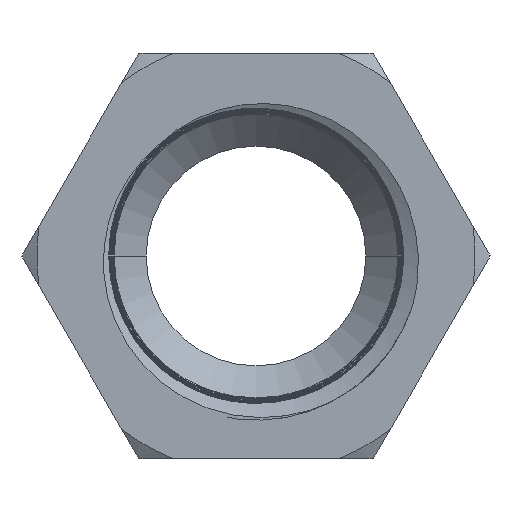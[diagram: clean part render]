
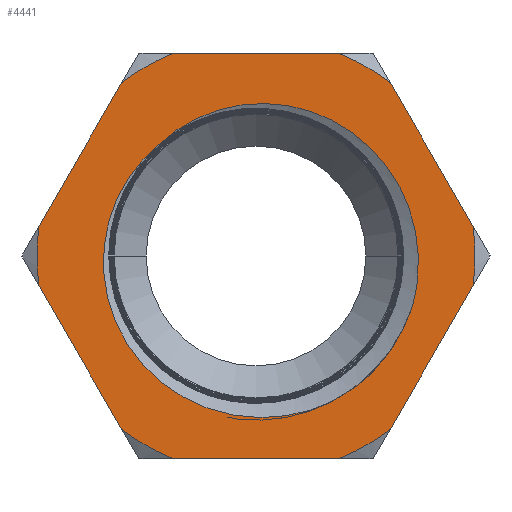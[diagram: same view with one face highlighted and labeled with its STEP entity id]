
A CAD part, left-side view. The second image highlights one B-rep face of the part: STEP entity #4441.
In plain terms, the highlighted planar face has unit normal (-1, 0, 0).
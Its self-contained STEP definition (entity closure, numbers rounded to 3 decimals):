
#121=DIRECTION('',(0.,-0.5,0.866));
#122=VECTOR('',#121,16.806);
#123=CARTESIAN_POINT('',(0.,22.042,3.023));
#124=LINE('',#123,#122);
#125=CARTESIAN_POINT('',(0.,0.,0.));
#126=DIRECTION('',(-1.,0.,0.));
#127=DIRECTION('',(0.,0.378,0.926));
#128=AXIS2_PLACEMENT_3D('',#125,#126,#127);
#130=DIRECTION('',(0.,-1.,0.));
#131=VECTOR('',#130,16.806);
#132=CARTESIAN_POINT('',(0.,8.403,20.6));
#133=LINE('',#132,#131);
#134=CARTESIAN_POINT('',(0.,0.,0.));
#135=DIRECTION('',(-1.,0.,0.));
#136=DIRECTION('',(0.,-0.613,0.79));
#137=AXIS2_PLACEMENT_3D('',#134,#135,#136);
#139=DIRECTION('',(0.,-0.5,-0.866));
#140=VECTOR('',#139,16.806);
#141=CARTESIAN_POINT('',(0.,-13.639,17.577));
#142=LINE('',#141,#140);
#143=DIRECTION('',(0.,0.5,-0.866));
#144=VECTOR('',#143,16.806);
#145=CARTESIAN_POINT('',(0.,-22.042,-3.023));
#146=LINE('',#145,#144);
#147=CARTESIAN_POINT('',(0.,0.,0.));
#148=DIRECTION('',(-1.,0.,0.));
#149=DIRECTION('',(0.,-0.378,-0.926));
#150=AXIS2_PLACEMENT_3D('',#147,#148,#149);
#152=DIRECTION('',(0.,1.,0.));
#153=VECTOR('',#152,16.806);
#154=CARTESIAN_POINT('',(0.,-8.403,-20.6));
#155=LINE('',#154,#153);
#156=CARTESIAN_POINT('',(0.,0.,0.));
#157=DIRECTION('',(-1.,0.,0.));
#158=DIRECTION('',(0.,0.613,-0.79));
#159=AXIS2_PLACEMENT_3D('',#156,#157,#158);
#161=DIRECTION('',(0.,0.5,0.866));
#162=VECTOR('',#161,16.806);
#163=CARTESIAN_POINT('',(0.,13.639,-17.577));
#164=LINE('',#163,#162);
#165=CARTESIAN_POINT('',(0.,9.836,11.332));
#166=CARTESIAN_POINT('',(0.,9.267,11.872));
#167=CARTESIAN_POINT('',(0.,8.057,12.848));
#168=CARTESIAN_POINT('',(0.,6.036,14.022));
#169=CARTESIAN_POINT('',(0.,3.829,14.881));
#170=CARTESIAN_POINT('',(0.,1.517,15.389));
#171=CARTESIAN_POINT('',(0.,-0.857,15.54));
#172=CARTESIAN_POINT('',(0.,-3.251,15.322));
#173=CARTESIAN_POINT('',(0.,-5.572,14.743));
#174=CARTESIAN_POINT('',(0.,-7.811,13.804));
#175=CARTESIAN_POINT('',(0.,-9.871,12.539));
#176=CARTESIAN_POINT('',(0.,-11.735,10.961));
#177=CARTESIAN_POINT('',(0.,-13.344,9.107));
#178=CARTESIAN_POINT('',(0.,-14.653,7.033));
#179=CARTESIAN_POINT('',(0.,-15.644,4.758));
#180=CARTESIAN_POINT('',(0.,-16.278,2.364));
#181=CARTESIAN_POINT('',(0.,-16.547,-0.116));
#182=CARTESIAN_POINT('',(0.,-16.436,-2.619));
#183=CARTESIAN_POINT('',(0.,-16.115,-4.255));
#184=CARTESIAN_POINT('',(0.,-15.89,-5.068));
#186=CARTESIAN_POINT('',(0.,0.,0.));
#187=DIRECTION('',(-1.,0.,0.));
#188=DIRECTION('',(0.,0.655,0.755));
#189=AXIS2_PLACEMENT_3D('',#186,#187,#188);
#191=CARTESIAN_POINT('',(0.,-7.701,-14.784));
#192=CARTESIAN_POINT('',(0.,-7.134,-15.055));
#193=CARTESIAN_POINT('',(0.,-5.982,-15.527));
#194=CARTESIAN_POINT('',(0.,-4.184,-16.038));
#195=CARTESIAN_POINT('',(0.,-2.348,-16.342));
#196=CARTESIAN_POINT('',(0.,-0.425,-16.441));
#197=CARTESIAN_POINT('',(0.,1.646,-16.299));
#198=CARTESIAN_POINT('',(0.,3.913,-15.836));
#199=CARTESIAN_POINT('',(0.,6.277,-14.966));
#200=CARTESIAN_POINT('',(0.,8.483,-13.727));
#201=CARTESIAN_POINT('',(0.,10.428,-12.194));
#202=CARTESIAN_POINT('',(0.,12.095,-10.407));
#203=CARTESIAN_POINT('',(0.,13.466,-8.396));
#204=CARTESIAN_POINT('',(0.,14.517,-6.184));
#205=CARTESIAN_POINT('',(0.,15.209,-3.853));
#206=CARTESIAN_POINT('',(0.,15.532,-1.446));
#207=CARTESIAN_POINT('',(0.,15.479,0.954));
#208=CARTESIAN_POINT('',(0.,15.067,3.277));
#209=CARTESIAN_POINT('',(0.,14.311,5.496));
#210=CARTESIAN_POINT('',(0.,13.24,7.552));
#211=CARTESIAN_POINT('',(0.,11.865,9.426));
#212=CARTESIAN_POINT('',(0.,10.778,10.513));
#213=CARTESIAN_POINT('',(0.,10.188,11.017));
#215=CARTESIAN_POINT('',(0.,-15.89,-5.068));
#216=CARTESIAN_POINT('',(0.,-15.669,-5.76));
#217=CARTESIAN_POINT('',(0.,-15.142,-7.1));
#218=CARTESIAN_POINT('',(0.,-14.09,-9.005));
#219=CARTESIAN_POINT('',(0.,-12.816,-10.739));
#220=CARTESIAN_POINT('',(0.,-11.311,-12.314));
#221=CARTESIAN_POINT('',(0.,-9.615,-13.677));
#222=CARTESIAN_POINT('',(0.,-8.36,-14.441));
#223=CARTESIAN_POINT('',(0.,-7.701,-14.784));
#239=CARTESIAN_POINT('',(0.,0.,0.));
#240=DIRECTION('',(-1.,0.,0.));
#241=DIRECTION('',(0.,0.991,0.136));
#242=AXIS2_PLACEMENT_3D('',#239,#240,#241);
#265=CARTESIAN_POINT('',(0.,0.,0.));
#266=DIRECTION('',(-1.,0.,0.));
#267=DIRECTION('',(0.,-0.991,-0.136));
#268=AXIS2_PLACEMENT_3D('',#265,#266,#267);
#4179=CARTESIAN_POINT('',(0.,13.639,-17.577));
#4180=CARTESIAN_POINT('',(0.,8.403,-20.6));
#4181=VERTEX_POINT('',#4179);
#4182=VERTEX_POINT('',#4180);
#4183=CARTESIAN_POINT('',(0.,-8.403,-20.6));
#4184=CARTESIAN_POINT('',(0.,-13.639,-17.577));
#4185=VERTEX_POINT('',#4183);
#4186=VERTEX_POINT('',#4184);
#4187=CARTESIAN_POINT('',(0.,-13.639,17.577));
#4188=CARTESIAN_POINT('',(0.,-8.403,20.6));
#4189=VERTEX_POINT('',#4187);
#4190=VERTEX_POINT('',#4188);
#4191=CARTESIAN_POINT('',(0.,8.403,20.6));
#4192=CARTESIAN_POINT('',(0.,13.639,17.577));
#4193=VERTEX_POINT('',#4191);
#4194=VERTEX_POINT('',#4192);
#4211=CARTESIAN_POINT('',(0.,22.042,-3.023));
#4212=VERTEX_POINT('',#4211);
#4213=CARTESIAN_POINT('',(0.,22.042,3.023));
#4214=VERTEX_POINT('',#4213);
#4215=CARTESIAN_POINT('',(0.,-22.042,3.023));
#4216=VERTEX_POINT('',#4215);
#4217=CARTESIAN_POINT('',(0.,-22.042,-3.023));
#4218=VERTEX_POINT('',#4217);
#4265=VERTEX_POINT('',#165);
#4266=VERTEX_POINT('',#184);
#4267=VERTEX_POINT('',#223);
#4268=VERTEX_POINT('',#213);
#4400=CARTESIAN_POINT('',(0.,0.,0.));
#4401=DIRECTION('',(1.,0.,0.));
#4402=DIRECTION('',(0.,0.,-1.));
#4403=AXIS2_PLACEMENT_3D('',#4400,#4401,#4402);
#4404=PLANE('',#4403);
#4406=ORIENTED_EDGE('',*,*,#4405,.F.);
#4408=ORIENTED_EDGE('',*,*,#4407,.T.);
#4410=ORIENTED_EDGE('',*,*,#4409,.F.);
#4412=ORIENTED_EDGE('',*,*,#4411,.T.);
#4414=ORIENTED_EDGE('',*,*,#4413,.F.);
#4416=ORIENTED_EDGE('',*,*,#4415,.T.);
#4418=ORIENTED_EDGE('',*,*,#4417,.F.);
#4420=ORIENTED_EDGE('',*,*,#4419,.T.);
#4422=ORIENTED_EDGE('',*,*,#4421,.F.);
#4424=ORIENTED_EDGE('',*,*,#4423,.T.);
#4426=ORIENTED_EDGE('',*,*,#4425,.F.);
#4428=ORIENTED_EDGE('',*,*,#4427,.T.);
#4429=EDGE_LOOP('',(#4406,#4408,#4410,#4412,#4414,#4416,#4418,#4420,#4422,#4424,
#4426,#4428));
#4430=FACE_OUTER_BOUND('',#4429,.F.);
#4432=ORIENTED_EDGE('',*,*,#4431,.F.);
#4434=ORIENTED_EDGE('',*,*,#4433,.T.);
#4436=ORIENTED_EDGE('',*,*,#4435,.F.);
#4438=ORIENTED_EDGE('',*,*,#4437,.F.);
#4439=EDGE_LOOP('',(#4432,#4434,#4436,#4438));
#4440=FACE_BOUND('',#4439,.F.);
#129=CIRCLE('',#128,22.248);
#138=CIRCLE('',#137,22.248);
#151=CIRCLE('',#150,22.248);
#160=CIRCLE('',#159,22.248);
#185=B_SPLINE_CURVE_WITH_KNOTS('',3,(#165,#166,#167,#168,#169,#170,#171,#172,
#173,#174,#175,#176,#177,#178,#179,#180,#181,#182,#183,#184),.UNSPECIFIED.,.F.,
.F.,(4,1,1,1,1,1,1,1,1,1,1,1,1,1,1,1,1,4),(0.,0.059,
0.118,0.176,0.235,0.294,
0.353,0.412,0.471,0.529,
0.588,0.647,0.706,0.765,
0.824,0.882,0.941,1.),.UNSPECIFIED.);
#190=CIRCLE('',#189,15.006);
#214=B_SPLINE_CURVE_WITH_KNOTS('',3,(#191,#192,#193,#194,#195,#196,#197,#198,
#199,#200,#201,#202,#203,#204,#205,#206,#207,#208,#209,#210,#211,#212,#213),
.UNSPECIFIED.,.F.,.F.,(4,1,1,1,1,1,1,1,1,1,1,1,1,1,1,1,1,1,1,1,4),(0.,0.05,
0.1,0.15,0.2,0.25,0.3,0.35,0.4,0.45,0.5,0.55,0.6,0.65,
0.7,0.75,0.8,0.85,0.9,0.95,1.),.UNSPECIFIED.);
#224=B_SPLINE_CURVE_WITH_KNOTS('',3,(#215,#216,#217,#218,#219,#220,#221,#222,
#223),.UNSPECIFIED.,.F.,.F.,(4,1,1,1,1,1,4),(0.,0.167,
0.333,0.5,0.667,0.833,1.),
.UNSPECIFIED.);
#243=CIRCLE('',#242,22.248);
#269=CIRCLE('',#268,22.248);
#4405=EDGE_CURVE('',#4214,#4212,#243,.T.);
#4407=EDGE_CURVE('',#4214,#4194,#124,.T.);
#4409=EDGE_CURVE('',#4193,#4194,#129,.T.);
#4411=EDGE_CURVE('',#4193,#4190,#133,.T.);
#4413=EDGE_CURVE('',#4189,#4190,#138,.T.);
#4415=EDGE_CURVE('',#4189,#4216,#142,.T.);
#4417=EDGE_CURVE('',#4218,#4216,#269,.T.);
#4419=EDGE_CURVE('',#4218,#4186,#146,.T.);
#4421=EDGE_CURVE('',#4185,#4186,#151,.T.);
#4423=EDGE_CURVE('',#4185,#4182,#155,.T.);
#4425=EDGE_CURVE('',#4181,#4182,#160,.T.);
#4427=EDGE_CURVE('',#4181,#4212,#164,.T.);
#4431=EDGE_CURVE('',#4265,#4266,#185,.T.);
#4433=EDGE_CURVE('',#4265,#4268,#190,.T.);
#4435=EDGE_CURVE('',#4267,#4268,#214,.T.);
#4437=EDGE_CURVE('',#4266,#4267,#224,.T.);
#4441=ADVANCED_FACE('',(#4430,#4440),#4404,.F.);
